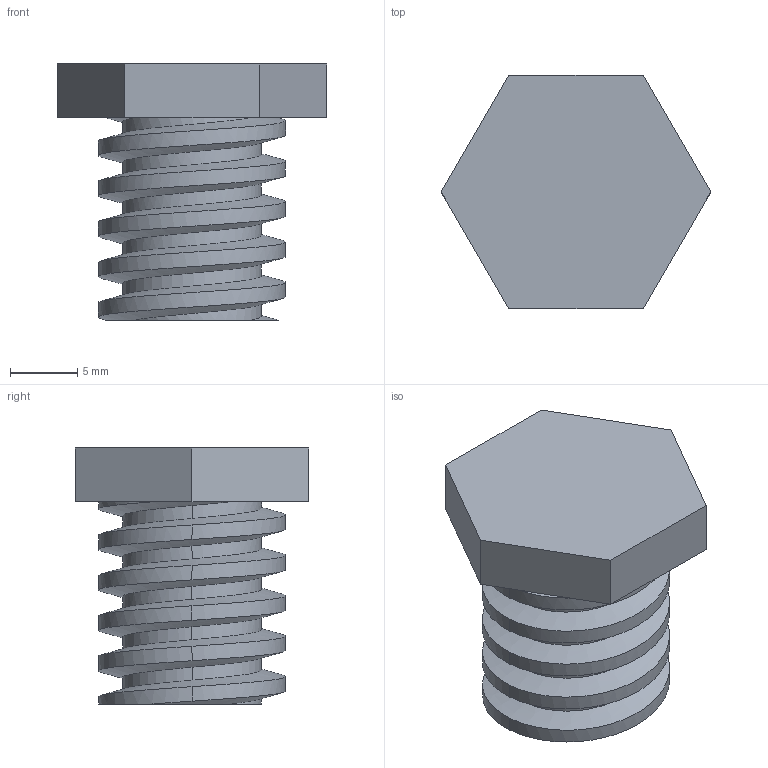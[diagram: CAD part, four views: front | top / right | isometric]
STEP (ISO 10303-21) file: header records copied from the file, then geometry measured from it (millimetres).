
FILE_DESCRIPTION(/* description */ (''),/* implementation_level */ '2;1');
FILE_NAME(/* name */ 'screw v2.step',/* time_stamp */ '2021-12-02T17:35:55-05:00',/* author */ (''),/* organization */ (''),/* preprocessor_version */ 'ST-DEVELOPER v18.1',/* originating_system */ 'Autodesk Translation Framework v10.10.0.1391',/* authorisation */ '');
FILE_SCHEMA (('AUTOMOTIVE_DESIGN { 1 0 10303 214 3 1 1 }'));
Length unit declared in the file: millimetre
Products named in the file (1): screw
Bounding box: 20 x 17.32 x 19 mm (x, y, z)
Volume: 2811.9 mm3; surface area: 1854.7 mm2
Topology: 1 solids, 1 shells, 23 faces, 60 edges, 40 vertices
Faces by surface type: cylinder 12, plane 9, bspline 2
Full cylindrical faces by diameter (mm): 10.318 x4, 13.882 x4
Entity records: 2029 total; most frequent: CARTESIAN_POINT 1484, ORIENTED_EDGE 120, DIRECTION 80, EDGE_CURVE 60, VERTEX_POINT 40, B_SPLINE_CURVE_WITH_KNOTS 28, LINE 28, VECTOR 28
